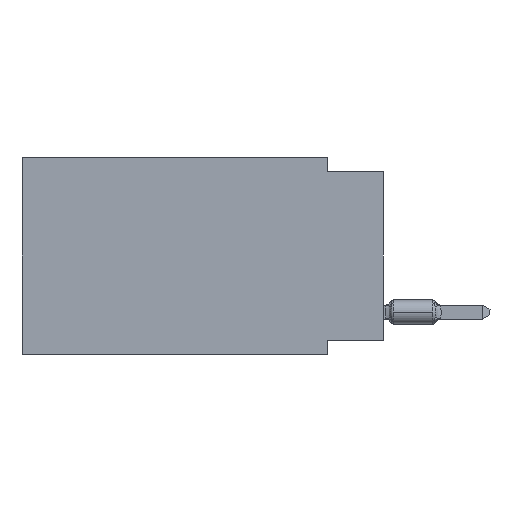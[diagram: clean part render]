
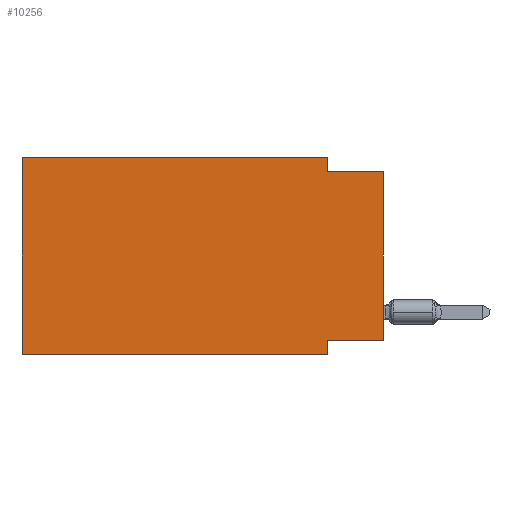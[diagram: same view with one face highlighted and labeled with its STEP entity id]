
A CAD part, left-side view. The second image highlights one B-rep face of the part: STEP entity #10256.
In plain terms, the highlighted planar face has unit normal (-1, 0, 0).
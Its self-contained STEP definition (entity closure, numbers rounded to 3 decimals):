
#367 = DIRECTION ( 'NONE',  ( 0., -1., 0. ) ) ;
#508 = VECTOR ( 'NONE', #13474, 1000. ) ;
#898 = ORIENTED_EDGE ( 'NONE', *, *, #12231, .T. ) ;
#1140 = DIRECTION ( 'NONE',  ( 0., 0., -1. ) ) ;
#1618 = LINE ( 'NONE', #9427, #8794 ) ;
#1702 = DIRECTION ( 'NONE',  ( 0., 0., -1. ) ) ;
#2327 = VERTEX_POINT ( 'NONE', #2724 ) ;
#2394 = LINE ( 'NONE', #2699, #10869 ) ;
#2699 = CARTESIAN_POINT ( 'NONE',  ( 0., 2.54, 0. ) ) ;
#2724 = CARTESIAN_POINT ( 'NONE',  ( 0., 2.54, 0. ) ) ;
#2729 = CARTESIAN_POINT ( 'NONE',  ( 0., 0., -8.255 ) ) ;
#2992 = PLANE ( 'NONE',  #16490 ) ;
#3361 = ORIENTED_EDGE ( 'NONE', *, *, #10176, .F. ) ;
#3557 = CARTESIAN_POINT ( 'NONE',  ( 0., 0., -0.635 ) ) ;
#4098 = DIRECTION ( 'NONE',  ( 0., 1., 0. ) ) ;
#4127 = LINE ( 'NONE', #12105, #13601 ) ;
#4195 = CARTESIAN_POINT ( 'NONE',  ( 0., 0., -8.255 ) ) ;
#4662 = VERTEX_POINT ( 'NONE', #2729 ) ;
#5248 = VERTEX_POINT ( 'NONE', #13950 ) ;
#5313 = ORIENTED_EDGE ( 'NONE', *, *, #12239, .F. ) ;
#5369 = LINE ( 'NONE', #4195, #8951 ) ;
#5917 = CARTESIAN_POINT ( 'NONE',  ( 0., 2.54, -8.255 ) ) ;
#6313 = CARTESIAN_POINT ( 'NONE',  ( 0., 2.54, -8.89 ) ) ;
#6416 = ORIENTED_EDGE ( 'NONE', *, *, #10878, .F. ) ;
#7907 = VECTOR ( 'NONE', #1702, 1000. ) ;
#8034 = CARTESIAN_POINT ( 'NONE',  ( 0., 16.383, 0. ) ) ;
#8525 = VERTEX_POINT ( 'NONE', #6313 ) ;
#8794 = VECTOR ( 'NONE', #367, 1000. ) ;
#8951 = VECTOR ( 'NONE', #4098, 1000. ) ;
#9042 = EDGE_CURVE ( 'NONE', #5248, #2327, #13648, .T. ) ;
#9148 = ORIENTED_EDGE ( 'NONE', *, *, #15312, .T. ) ;
#9257 = DIRECTION ( 'NONE',  ( 0., -1., 0. ) ) ;
#9302 = DIRECTION ( 'NONE',  ( 1., 0., 0. ) ) ;
#9427 = CARTESIAN_POINT ( 'NONE',  ( 0., 0., -0.635 ) ) ;
#9486 = VERTEX_POINT ( 'NONE', #3557 ) ;
#9554 = CARTESIAN_POINT ( 'NONE',  ( 0., 2.54, -0.635 ) ) ;
#9702 = VERTEX_POINT ( 'NONE', #11764 ) ;
#9907 = LINE ( 'NONE', #12656, #10527 ) ;
#10176 = EDGE_CURVE ( 'NONE', #9702, #5248, #15652, .T. ) ;
#10180 = VERTEX_POINT ( 'NONE', #9554 ) ;
#10256 = ADVANCED_FACE ( 'NONE', ( #14482 ), #2992, .F. ) ;
#10527 = VECTOR ( 'NONE', #15315, 1000. ) ;
#10759 = VERTEX_POINT ( 'NONE', #5917 ) ;
#10869 = VECTOR ( 'NONE', #1140, 1000. ) ;
#10878 = EDGE_CURVE ( 'NONE', #2327, #10180, #2394, .T. ) ;
#11053 = CARTESIAN_POINT ( 'NONE',  ( 0., 16.383, 0. ) ) ;
#11080 = EDGE_CURVE ( 'NONE', #10759, #8525, #13186, .T. ) ;
#11150 = EDGE_LOOP ( 'NONE', ( #9148, #5313, #6416, #12890, #3361, #898, #11791, #12864 ) ) ;
#11764 = CARTESIAN_POINT ( 'NONE',  ( 0., 16.383, -8.89 ) ) ;
#11791 = ORIENTED_EDGE ( 'NONE', *, *, #11080, .F. ) ;
#12064 = CARTESIAN_POINT ( 'NONE',  ( 0., 16.383, 0. ) ) ;
#12105 = CARTESIAN_POINT ( 'NONE',  ( 0., 16.383, -8.89 ) ) ;
#12231 = EDGE_CURVE ( 'NONE', #9702, #8525, #4127, .T. ) ;
#12239 = EDGE_CURVE ( 'NONE', #10180, #9486, #1618, .T. ) ;
#12656 = CARTESIAN_POINT ( 'NONE',  ( 0., 0., 0. ) ) ;
#12864 = ORIENTED_EDGE ( 'NONE', *, *, #16327, .F. ) ;
#12890 = ORIENTED_EDGE ( 'NONE', *, *, #9042, .F. ) ;
#13018 = VECTOR ( 'NONE', #13321, 1000. ) ;
#13186 = LINE ( 'NONE', #15610, #7907 ) ;
#13321 = DIRECTION ( 'NONE',  ( 0., 0., 1. ) ) ;
#13474 = DIRECTION ( 'NONE',  ( 0., -1., 0. ) ) ;
#13601 = VECTOR ( 'NONE', #9257, 1000. ) ;
#13648 = LINE ( 'NONE', #11053, #508 ) ;
#13950 = CARTESIAN_POINT ( 'NONE',  ( 0., 16.383, 0. ) ) ;
#14404 = DIRECTION ( 'NONE',  ( 0., 0., -1. ) ) ;
#14482 = FACE_OUTER_BOUND ( 'NONE', #11150, .T. ) ;
#15312 = EDGE_CURVE ( 'NONE', #4662, #9486, #9907, .T. ) ;
#15315 = DIRECTION ( 'NONE',  ( 0., 0., 1. ) ) ;
#15610 = CARTESIAN_POINT ( 'NONE',  ( 0., 2.54, -8.89 ) ) ;
#15652 = LINE ( 'NONE', #12064, #13018 ) ;
#16327 = EDGE_CURVE ( 'NONE', #4662, #10759, #5369, .T. ) ;
#16490 = AXIS2_PLACEMENT_3D ( 'NONE', #8034, #9302, #14404 ) ;
